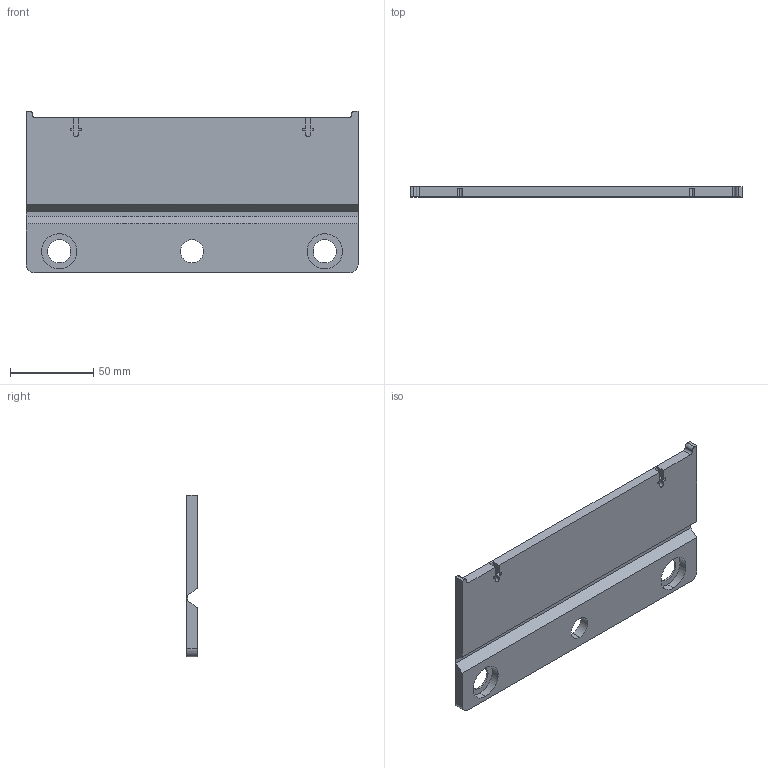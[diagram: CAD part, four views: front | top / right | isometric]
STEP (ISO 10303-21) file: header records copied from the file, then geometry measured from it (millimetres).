
FILE_DESCRIPTION (( 'STEP AP214' ), '1' );
FILE_NAME ('2287-B.STEP', '2015-09-30T09:44:55', ( '' ), ( '' ), 'SwSTEP 2.0', 'SolidWorks 2015', '' );
FILE_SCHEMA (( 'AUTOMOTIVE_DESIGN' ));
Length unit declared in the file: millimetre
Products named in the file (1): 2287-B
Bounding box: 200 x 6.1 x 97.5 mm (x, y, z)
Volume: 100794.3 mm3; surface area: 42432.5 mm2
Topology: 1 solids, 1 shells, 58 faces, 162 edges, 108 vertices
Faces by surface type: plane 34, cylinder 24
Entity records: 2096 total; most frequent: CARTESIAN_POINT 329, DIRECTION 328, ORIENTED_EDGE 324, EDGE_CURVE 162, VECTOR 114, LINE 114, VERTEX_POINT 108, AXIS2_PLACEMENT_3D 107
